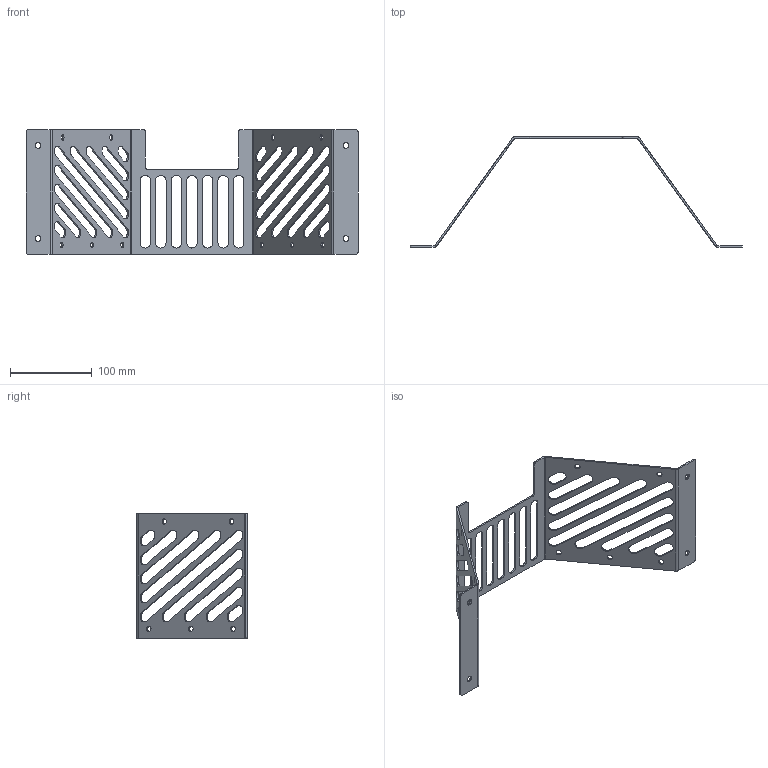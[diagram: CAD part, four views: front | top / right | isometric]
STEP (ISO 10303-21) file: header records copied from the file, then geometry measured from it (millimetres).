
FILE_DESCRIPTION (( 'STEP AP203' ), '1' );
FILE_NAME ('2224304032_Default_sldprt.STEP', '2023-01-20T01:27:11', ( '' ), ( '' ), 'SwSTEP 2.0', 'SolidWorks 2022', '' );
FILE_SCHEMA (( 'CONFIG_CONTROL_DESIGN' ));
Length unit declared in the file: inch
Products named in the file (1): 2224304032_Default_sldprt
Bounding box: 406.15 x 135.38 x 152.4 mm (x, y, z)
Volume: 96182 mm3; surface area: 108616.1 mm2
Topology: 1 solids, 1 shells, 203 faces, 571 edges, 370 vertices
Faces by surface type: cylinder 119, plane 84
Entity records: 6842 total; most frequent: DIRECTION 1217, CARTESIAN_POINT 1145, ORIENTED_EDGE 1142, EDGE_CURVE 571, AXIS2_PLACEMENT_3D 442, VERTEX_POINT 370, LINE 333, VECTOR 333
